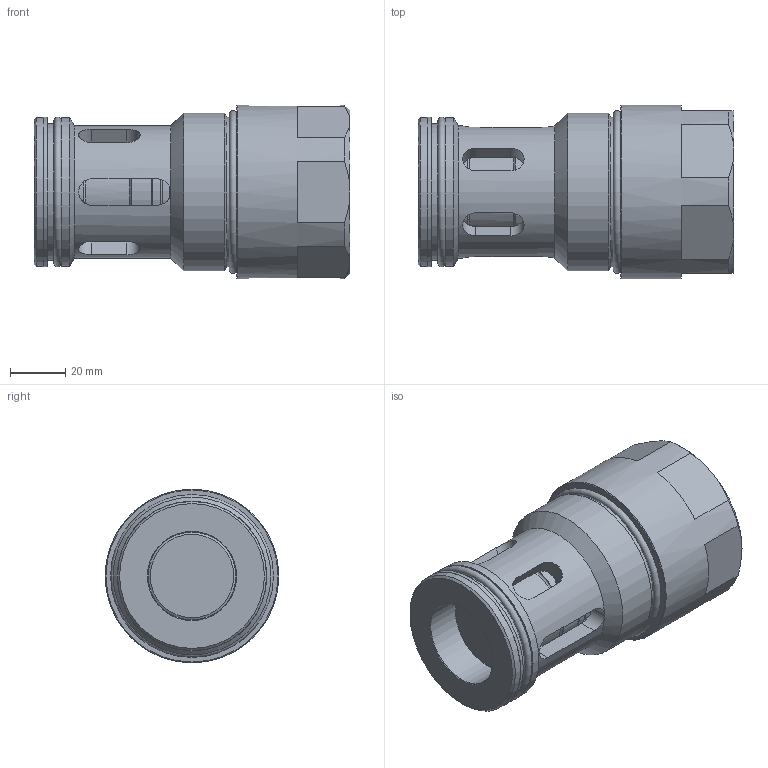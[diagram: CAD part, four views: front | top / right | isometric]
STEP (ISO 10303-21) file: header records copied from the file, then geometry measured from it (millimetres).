
FILE_DESCRIPTION((''),'2;1');
FILE_NAME('HSC2003.stp','2016-03-03T17:32:30',('JGroves'),(''),'Autodesk Inventor 2012','Autodesk Inventor 2012','');
FILE_SCHEMA(('AUTOMOTIVE_DESIGN { 1 0 10303 214 1 1 1 1 }'));
Length unit declared in the file: inch
Products named in the file (1): L400540HS01(HSC2003)_Shrinkwrap_1
Bounding box: 114.3 x 62.74 x 62.74 mm (x, y, z)
Surface area: 52097.2 mm2 (no closed solid volume)
Topology: 0 solids, 11 shells, 100 faces, 286 edges, 184 vertices
Faces by surface type: plane 37, cylinder 35, cone 18, torus 10
Full cylindrical faces by diameter (mm): 4.775 x3, 22.352 x1, 31.75 x1, 33.274 x1, 33.896 x3, 34.912 x4, 34.925 x1, 39.446 x1, 47.752 x1, 49.53 x1, 53.924 x2, 54.077 x1, 54.178 x1, 57.104 x1, 62.738 x1
Entity records: 3717 total; most frequent: CARTESIAN_POINT 1309, DIRECTION 462, ORIENTED_EDGE 442, EDGE_CURVE 236, AXIS2_PLACEMENT_3D 192, VERTEX_POINT 171, EDGE_LOOP 154, FACE_OUTER_BOUND 100
